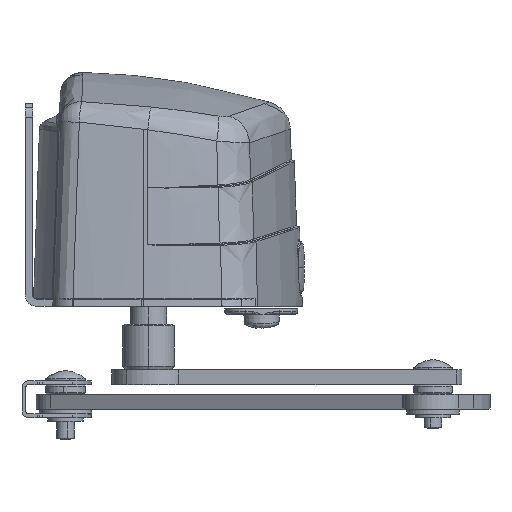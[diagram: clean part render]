
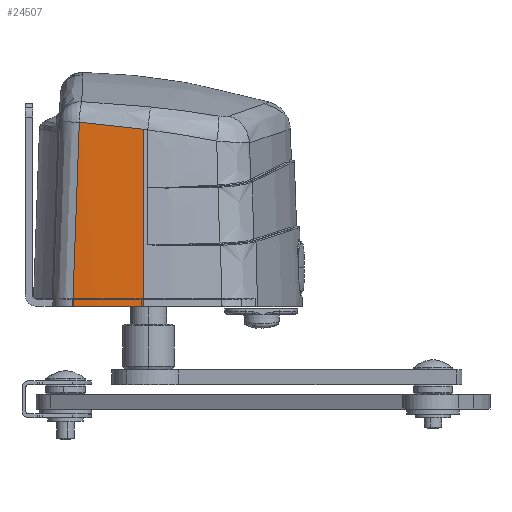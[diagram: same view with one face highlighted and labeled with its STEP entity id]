
A CAD part, left-side view. The second image highlights one B-rep face of the part: STEP entity #24507.
In plain terms, the highlighted conical face has half-angle 2 degrees and reference radius 468.054 mm.
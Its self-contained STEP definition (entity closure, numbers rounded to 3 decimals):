
#317 = EDGE_CURVE ( 'NONE', #13641, #5310, #25467, .T. ) ;
#1770 = CARTESIAN_POINT ( 'NONE',  ( -35.497, -307.282, 54.009 ) ) ;
#1876 = CARTESIAN_POINT ( 'NONE',  ( -35.337, -303.652, 54.472 ) ) ;
#1993 = CARTESIAN_POINT ( 'NONE',  ( -34.693, -292.742, 55.682 ) ) ;
#2290 = DIRECTION ( 'NONE',  ( 0., 0., -1. ) ) ;
#2798 = CARTESIAN_POINT ( 'NONE',  ( -39.47, -325.477, -51.505 ) ) ;
#3100 = CARTESIAN_POINT ( 'NONE',  ( -36.46, -278.776, -27.312 ) ) ;
#4253 = CARTESIAN_POINT ( 'NONE',  ( -35.413, -305.313, 54.263 ) ) ;
#4367 = CARTESIAN_POINT ( 'NONE',  ( -35.136, -299.704, 54.95 ) ) ;
#4469 = CARTESIAN_POINT ( 'NONE',  ( -34.419, -288.839, 56.051 ) ) ;
#5310 = VERTEX_POINT ( 'NONE', #26401 ) ;
#5595 = CARTESIAN_POINT ( 'NONE',  ( -35.134, -280.283, 14.575 ) ) ;
#6091 = EDGE_CURVE ( 'NONE', #13641, #20787, #14742, .T. ) ;
#6577 = CARTESIAN_POINT ( 'NONE',  ( 428.581, -323.755, -51.505 ) ) ;
#6681 = CARTESIAN_POINT ( 'NONE',  ( -35.869, -325.464, 51.622 ) ) ;
#6802 = CARTESIAN_POINT ( 'NONE',  ( -35.374, -304.443, 54.373 ) ) ;
#6917 = CARTESIAN_POINT ( 'NONE',  ( -34.918, -296.09, 55.348 ) ) ;
#7034 = CARTESIAN_POINT ( 'NONE',  ( -33.802, -281.79, 56.462 ) ) ;
#7939 = CONICAL_SURFACE ( 'NONE', #15533, 468.054, 0.035 ) ;
#8542 = VERTEX_POINT ( 'NONE', #24978 ) ;
#9125 = DIRECTION ( 'NONE',  ( 0., 0., -1. ) ) ;
#9230 = CARTESIAN_POINT ( 'NONE',  ( -35.82, -319.016, 52.453 ) ) ;
#9340 = CARTESIAN_POINT ( 'NONE',  ( -35.349, -303.917, 54.439 ) ) ;
#9450 = CARTESIAN_POINT ( 'NONE',  ( -34.791, -294.166, 55.545 ) ) ;
#10627 = FACE_OUTER_BOUND ( 'NONE', #30146, .T. ) ;
#11195 = ORIENTED_EDGE ( 'NONE', *, *, #317, .T. ) ;
#11778 = CARTESIAN_POINT ( 'NONE',  ( -35.782, -316.878, 52.737 ) ) ;
#11891 = CARTESIAN_POINT ( 'NONE',  ( -35.34, -303.714, 54.464 ) ) ;
#11969 = ORIENTED_EDGE ( 'NONE', *, *, #15944, .F. ) ;
#12000 = CARTESIAN_POINT ( 'NONE',  ( -34.717, -293.085, 55.65 ) ) ;
#13641 = VERTEX_POINT ( 'NONE', #18317 ) ;
#13930 = VECTOR ( 'NONE', #20512, 1000. ) ;
#14309 = CARTESIAN_POINT ( 'NONE',  ( -35.746, -315.159, 52.966 ) ) ;
#14420 = CARTESIAN_POINT ( 'NONE',  ( -35.338, -303.664, 54.47 ) ) ;
#14535 = CARTESIAN_POINT ( 'NONE',  ( -34.698, -292.818, 55.675 ) ) ;
#14742 = LINE ( 'NONE', #2798, #13930 ) ;
#15533 = AXIS2_PLACEMENT_3D ( 'NONE', #6577, #9125, #19330 ) ;
#15671 = CARTESIAN_POINT ( 'NONE',  ( -37.78, -277.27, -69.2 ) ) ;
#15944 = EDGE_CURVE ( 'NONE', #8542, #5310, #24001, .T. ) ;
#16878 = CARTESIAN_POINT ( 'NONE',  ( -35.601, -310.008, 53.653 ) ) ;
#16984 = CARTESIAN_POINT ( 'NONE',  ( -35.337, -303.653, 54.472 ) ) ;
#17085 = CARTESIAN_POINT ( 'NONE',  ( -34.694, -292.755, 55.681 ) ) ;
#17399 = CARTESIAN_POINT ( 'NONE',  ( 428.581, -323.755, -69.2 ) ) ;
#18317 = CARTESIAN_POINT ( 'NONE',  ( -35.869, -325.464, 51.622 ) ) ;
#19330 = DIRECTION ( 'NONE',  ( -1., -0.004, 0. ) ) ;
#19436 = CARTESIAN_POINT ( 'NONE',  ( -35.463, -306.449, 54.117 ) ) ;
#19551 = CARTESIAN_POINT ( 'NONE',  ( -35.24, -301.625, 54.723 ) ) ;
#19669 = CARTESIAN_POINT ( 'NONE',  ( -34.693, -292.737, 55.683 ) ) ;
#19981 = DIRECTION ( 'NONE',  ( 1., 0., 0. ) ) ;
#20512 = DIRECTION ( 'NONE',  ( -0.035, 0., -0.999 ) ) ;
#20787 = VERTEX_POINT ( 'NONE', #27402 ) ;
#21489 = CIRCLE ( 'NONE', #23624, 468.672 ) ;
#21803 = CARTESIAN_POINT ( 'NONE',  ( -35.862, -322.729, 51.967 ) ) ;
#22033 = CARTESIAN_POINT ( 'NONE',  ( -35.397, -304.954, 54.308 ) ) ;
#22143 = CARTESIAN_POINT ( 'NONE',  ( -34.973, -296.974, 55.253 ) ) ;
#22258 = CARTESIAN_POINT ( 'NONE',  ( -34.117, -285.193, 56.31 ) ) ;
#23383 = CARTESIAN_POINT ( 'NONE',  ( -33.802, -281.79, 56.462 ) ) ;
#23624 = AXIS2_PLACEMENT_3D ( 'NONE', #17399, #2290, #19981 ) ;
#24001 = B_SPLINE_CURVE_WITH_KNOTS ( 'NONE', 3,
 ( #15671, #3100, #5595, #23383 ),
 .UNSPECIFIED., .F., .F.,
 ( 4, 4 ),
 ( 0.002, 1. ),
 .UNSPECIFIED. ) ;
#24477 = CARTESIAN_POINT ( 'NONE',  ( -35.833, -320.001, 52.324 ) ) ;
#24507 = ADVANCED_FACE ( 'NONE', ( #10627 ), #7939, .T. ) ;
#24594 = CARTESIAN_POINT ( 'NONE',  ( -35.363, -304.194, 54.404 ) ) ;
#24705 = CARTESIAN_POINT ( 'NONE',  ( -34.834, -294.801, 55.481 ) ) ;
#24978 = CARTESIAN_POINT ( 'NONE',  ( -37.78, -277.27, -69.2 ) ) ;
#25467 = B_SPLINE_CURVE_WITH_KNOTS ( 'NONE', 3,
 ( #6681, #29380, #21803, #24477, #9230, #26982, #11778, #29489, #14309, #31999, #16878, #1770, #19436, #4253, #22033, #6802, #24594, #9340, #27096, #11891, #29590, #14420, #32118, #16984, #1876, #19551, #4367, #22143, #6917, #24705, #9450, #27208, #12000, #29701, #14535, #32236, #17085, #1993, #19669, #4469, #22258, #7034 ),
 .UNSPECIFIED., .F., .F.,
 ( 4, 2, 2, 2, 2, 2, 2, 2, 1, 1, 1, 1, 1, 1, 2, 2, 2, 2, 1, 1, 1, 1, 1, 1, 2, 2, 4 ),
 ( 0., 0.125, 0.188, 0.219, 0.25, 0.375, 0.438, 0.469, 0.484, 0.492, 0.496, 0.498, 0.499, 0.5, 0.5, 0.5, 0.625, 0.688, 0.719, 0.734, 0.742, 0.746, 0.748, 0.749, 0.75, 0.75, 1. ),
 .UNSPECIFIED. ) ;
#26401 = CARTESIAN_POINT ( 'NONE',  ( -33.802, -281.79, 56.462 ) ) ;
#26982 = CARTESIAN_POINT ( 'NONE',  ( -35.793, -317.427, 52.664 ) ) ;
#27096 = CARTESIAN_POINT ( 'NONE',  ( -35.343, -303.781, 54.456 ) ) ;
#27208 = CARTESIAN_POINT ( 'NONE',  ( -34.742, -293.442, 55.615 ) ) ;
#27402 = CARTESIAN_POINT ( 'NONE',  ( -40.088, -325.479, -69.2 ) ) ;
#29380 = CARTESIAN_POINT ( 'NONE',  ( -35.868, -324.247, 51.773 ) ) ;
#29489 = CARTESIAN_POINT ( 'NONE',  ( -35.759, -315.744, 52.888 ) ) ;
#29590 = CARTESIAN_POINT ( 'NONE',  ( -35.338, -303.681, 54.468 ) ) ;
#29701 = CARTESIAN_POINT ( 'NONE',  ( -34.705, -292.907, 55.667 ) ) ;
#30146 = EDGE_LOOP ( 'NONE', ( #31035, #11195, #11969, #31511 ) ) ;
#30375 = EDGE_CURVE ( 'NONE', #20787, #8542, #21489, .T. ) ;
#31035 = ORIENTED_EDGE ( 'NONE', *, *, #6091, .F. ) ;
#31511 = ORIENTED_EDGE ( 'NONE', *, *, #30375, .F. ) ;
#31999 = CARTESIAN_POINT ( 'NONE',  ( -35.671, -312.128, 53.372 ) ) ;
#32118 = CARTESIAN_POINT ( 'NONE',  ( -35.337, -303.657, 54.471 ) ) ;
#32236 = CARTESIAN_POINT ( 'NONE',  ( -34.695, -292.774, 55.679 ) ) ;
